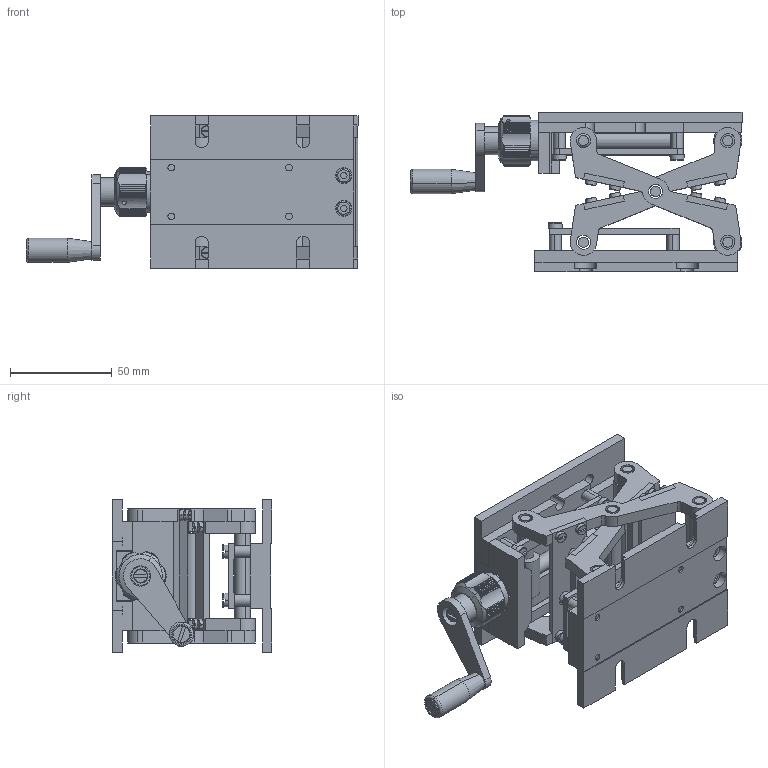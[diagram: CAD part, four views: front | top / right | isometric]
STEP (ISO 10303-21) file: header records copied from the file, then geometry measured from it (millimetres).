
FILE_DESCRIPTION (( 'STEP AP214' ), '1' );
FILE_NAME ('GCM-1701M-20161110.STEP', '2016-11-10T05:25:45', ( 't' ), ( 'd' ), 'SwSTEP 2.0', 'SolidWorks 2012', '' );
FILE_SCHEMA (( 'AUTOMOTIVE_DESIGN' ));
Length unit declared in the file: millimetre
Products named in the file (1): GCM-1701M-20161110
Bounding box: 163.5 x 78.52 x 75 mm (x, y, z)
Surface area: 94325.3 mm2 (no closed solid volume)
Topology: 0 solids, 88 shells, 820 faces, 2547 edges, 1775 vertices
Faces by surface type: plane 342, cylinder 316, cone 112, torus 50
Entity records: 39932 total; most frequent: CARTESIAN_POINT 8038, DIRECTION 4914, ORIENTED_EDGE 4354, EDGE_CURVE 2541, AXIS2_PLACEMENT_3D 1885, VERTEX_POINT 1775, VECTOR 1144, LINE 1144
